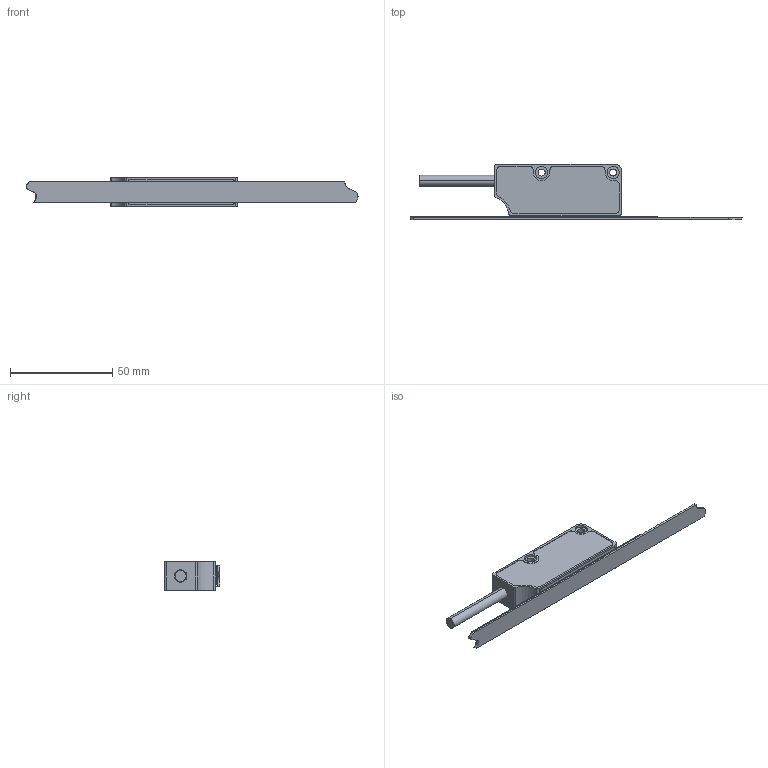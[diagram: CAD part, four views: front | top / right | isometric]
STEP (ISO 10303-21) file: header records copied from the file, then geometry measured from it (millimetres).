
FILE_DESCRIPTION((''),'2;1');
FILE_NAME('PRT0001','2016-08-30T',('lika51'),('Lika'),'CREO PARAMETRIC BY PTC INC, 2015080','CREO PARAMETRIC BY PTC INC, 2015080','');
FILE_SCHEMA(('CONFIG_CONTROL_DESIGN'));
Length unit declared in the file: millimetre
Products named in the file (1): PRT0001
Bounding box: 162.17 x 27 x 14 mm (x, y, z)
Surface area: 11113.6 mm2 (no closed solid volume)
Topology: 0 solids, 7 shells, 62 faces, 361 edges, 298 vertices
Faces by surface type: plane 34, cylinder 20, extrusion 8
Entity records: 3681 total; most frequent: CARTESIAN_POINT 928, DIRECTION 531, ORIENTED_EDGE 484, EDGE_CURVE 361, VERTEX_POINT 298, VECTOR 247, LINE 239, AXIS2_PLACEMENT_3D 142
